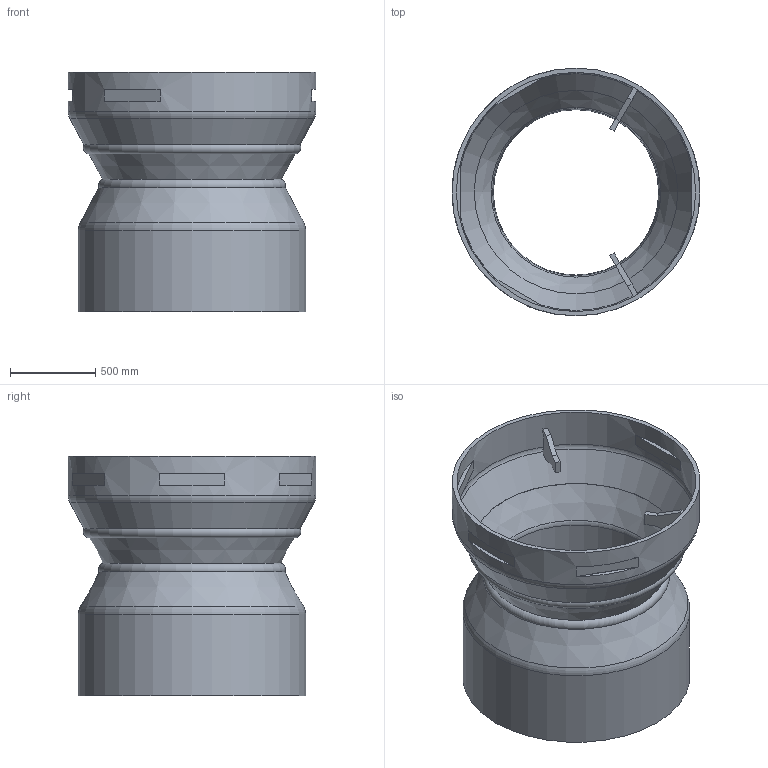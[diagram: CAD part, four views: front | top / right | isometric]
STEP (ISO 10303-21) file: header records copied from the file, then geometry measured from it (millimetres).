
FILE_DESCRIPTION(/* description */ (''),/* implementation_level */ '2;1');
FILE_NAME(/* name */ '16371.100X_3D.stp',/* time_stamp */ '2024-12-12T07:24:54+01:00',/* author */ ('CAD'),/* organization */ (''),/* preprocessor_version */ 'ST-DEVELOPER v20',/* originating_system */ 'AutoCAD Mechanical',/* authorisation */ '');
FILE_SCHEMA (('AUTOMOTIVE_DESIGN { 1 0 10303 214 3 1 1 }'));
Length unit declared in the file: centimetre
Products named in the file (1): Product
Bounding box: 1450 x 1450 x 1400 mm (x, y, z)
Volume: 196914837.1 mm3; surface area: 18215797.1 mm2
Topology: 7 solids, 7 shells, 86 faces, 223 edges, 142 vertices
Faces by surface type: plane 55, cone 15, torus 9, cylinder 7
Full cylindrical faces by diameter (mm): 980 x1, 1020 x2, 1280 x1, 1330 x1, 1400 x1, 1450 x1
Entity records: 2694 total; most frequent: DIRECTION 484, CARTESIAN_POINT 452, ORIENTED_EDGE 446, EDGE_CURVE 223, AXIS2_PLACEMENT_3D 174, VERTEX_POINT 142, LINE 136, VECTOR 136
